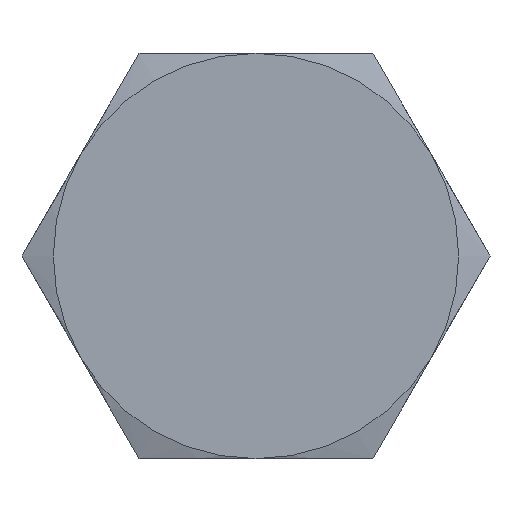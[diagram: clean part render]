
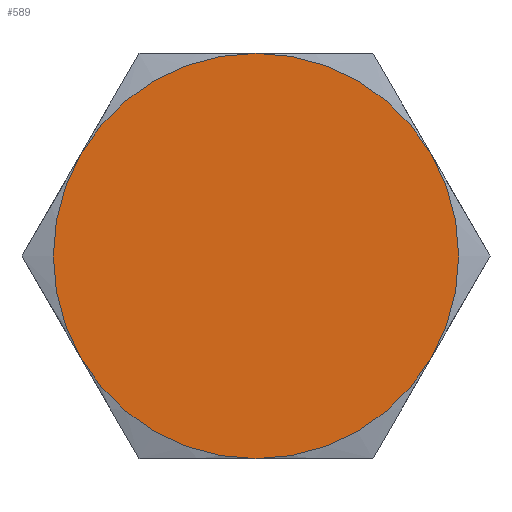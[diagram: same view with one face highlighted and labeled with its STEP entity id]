
A CAD part, left-side view. The second image highlights one B-rep face of the part: STEP entity #589.
In plain terms, the highlighted planar face has unit normal (-1, 0, 0).
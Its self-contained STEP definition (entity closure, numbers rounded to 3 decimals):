
#72=PLANE('',#671);
#216=ORIENTED_EDGE('',*,*,#287,.F.);
#217=ORIENTED_EDGE('',*,*,#286,.F.);
#218=ORIENTED_EDGE('',*,*,#285,.F.);
#219=ORIENTED_EDGE('',*,*,#284,.F.);
#220=ORIENTED_EDGE('',*,*,#288,.F.);
#221=ORIENTED_EDGE('',*,*,#283,.F.);
#283=EDGE_CURVE('',#334,#332,#364,.T.);
#284=EDGE_CURVE('',#341,#340,#365,.T.);
#285=EDGE_CURVE('',#340,#338,#366,.T.);
#286=EDGE_CURVE('',#338,#336,#367,.T.);
#287=EDGE_CURVE('',#336,#334,#368,.T.);
#288=EDGE_CURVE('',#332,#341,#369,.T.);
#332=VERTEX_POINT('',#1128);
#334=VERTEX_POINT('',#1140);
#336=VERTEX_POINT('',#1152);
#338=VERTEX_POINT('',#1164);
#340=VERTEX_POINT('',#1176);
#341=VERTEX_POINT('',#1186);
#364=CIRCLE('',#662,8.5);
#365=CIRCLE('',#664,8.5);
#366=CIRCLE('',#666,8.5);
#367=CIRCLE('',#668,8.5);
#368=CIRCLE('',#670,8.5);
#369=CIRCLE('',#672,8.5);
#450=EDGE_LOOP('',(#216,#217,#218,#219,#220,#221));
#533=FACE_BOUND('',#450,.T.);
#589=ADVANCED_FACE('',(#533),#72,.F.);
#662=AXIS2_PLACEMENT_3D('',#1192,#804,#805);
#664=AXIS2_PLACEMENT_3D('',#1194,#808,#809);
#666=AXIS2_PLACEMENT_3D('',#1196,#812,#813);
#668=AXIS2_PLACEMENT_3D('',#1198,#816,#817);
#670=AXIS2_PLACEMENT_3D('',#1200,#820,#821);
#671=AXIS2_PLACEMENT_3D('',#1201,#822,#823);
#672=AXIS2_PLACEMENT_3D('',#1202,#824,#825);
#804=DIRECTION('',(1.,0.,0.));
#805=DIRECTION('',(0.,0.,-1.));
#808=DIRECTION('',(1.,0.,0.));
#809=DIRECTION('',(0.,0.,-1.));
#812=DIRECTION('',(1.,0.,0.));
#813=DIRECTION('',(0.,0.,-1.));
#816=DIRECTION('',(1.,0.,0.));
#817=DIRECTION('',(0.,0.,-1.));
#820=DIRECTION('',(1.,0.,0.));
#821=DIRECTION('',(0.,0.,-1.));
#822=DIRECTION('',(1.,0.,0.));
#823=DIRECTION('',(0.,0.,-1.));
#824=DIRECTION('',(1.,0.,0.));
#825=DIRECTION('',(0.,0.,-1.));
#1128=CARTESIAN_POINT('',(0.,0.,8.5));
#1140=CARTESIAN_POINT('',(0.,7.361,4.25));
#1152=CARTESIAN_POINT('',(0.,7.361,-4.25));
#1164=CARTESIAN_POINT('',(0.,0.,-8.5));
#1176=CARTESIAN_POINT('',(0.,-7.361,-4.25));
#1186=CARTESIAN_POINT('',(0.,-7.361,4.25));
#1192=CARTESIAN_POINT('',(0.,0.,0.));
#1194=CARTESIAN_POINT('',(0.,0.,0.));
#1196=CARTESIAN_POINT('',(0.,0.,0.));
#1198=CARTESIAN_POINT('',(0.,0.,0.));
#1200=CARTESIAN_POINT('',(0.,0.,0.));
#1201=CARTESIAN_POINT('',(0.,0.,0.));
#1202=CARTESIAN_POINT('',(0.,0.,0.));
